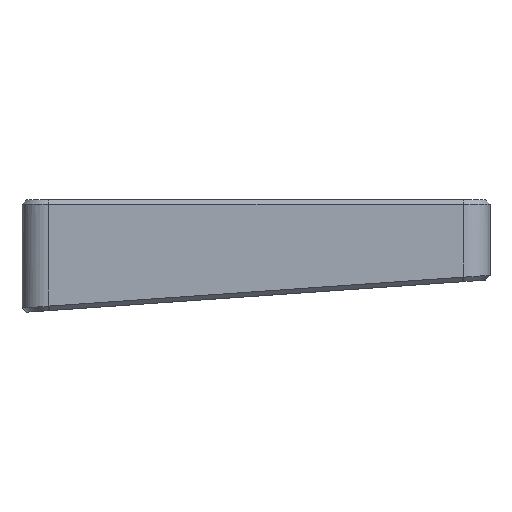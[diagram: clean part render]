
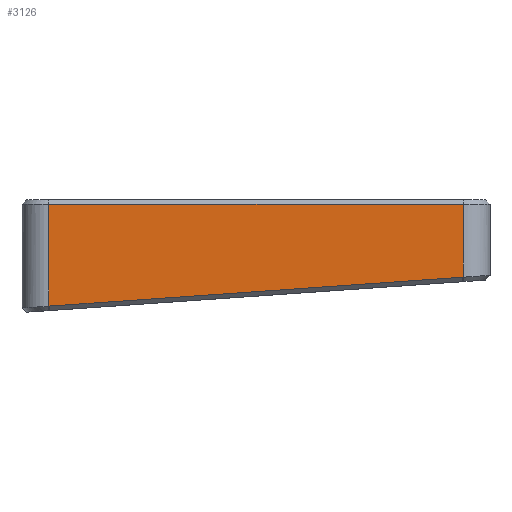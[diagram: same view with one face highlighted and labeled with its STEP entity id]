
A CAD part, left-side view. The second image highlights one B-rep face of the part: STEP entity #3126.
In plain terms, the highlighted planar face has unit normal (-1, 0, 0).
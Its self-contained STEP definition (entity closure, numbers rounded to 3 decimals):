
#59=B_SPLINE_CURVE_WITH_KNOTS('',3,(#5228,#5229,#5230,#5231),
 .UNSPECIFIED.,.F.,.F.,(4,4),(1.559,1.571),
 .UNSPECIFIED.);
#159=PLANE('',#3429);
#335=FACE_OUTER_BOUND('',#519,.T.);
#519=EDGE_LOOP('',(#2869,#2870,#2871,#2872,#2873));
#694=LINE('',#5187,#988);
#702=LINE('',#5256,#996);
#713=LINE('',#5289,#1007);
#816=LINE('',#5566,#1110);
#988=VECTOR('',#3946,10.);
#996=VECTOR('',#3968,10.);
#1007=VECTOR('',#4001,10.);
#1110=VECTOR('',#4322,10.);
#1420=VERTEX_POINT('',#4876);
#1446=VERTEX_POINT('',#5180);
#1449=VERTEX_POINT('',#5185);
#1455=VERTEX_POINT('',#5255);
#1465=VERTEX_POINT('',#5282);
#1814=EDGE_CURVE('',#1449,#1446,#694,.T.);
#1817=EDGE_CURVE('',#1420,#1449,#59,.T.);
#1828=EDGE_CURVE('',#1446,#1455,#702,.T.);
#1844=EDGE_CURVE('',#1455,#1465,#713,.T.);
#1984=EDGE_CURVE('',#1465,#1420,#816,.T.);
#2869=ORIENTED_EDGE('',*,*,#1817,.F.);
#2870=ORIENTED_EDGE('',*,*,#1984,.F.);
#2871=ORIENTED_EDGE('',*,*,#1844,.F.);
#2872=ORIENTED_EDGE('',*,*,#1828,.F.);
#2873=ORIENTED_EDGE('',*,*,#1814,.F.);
#3126=ADVANCED_FACE('',(#335),#159,.T.);
#3429=AXIS2_PLACEMENT_3D('',#5565,#4320,#4321);
#3946=DIRECTION('',(0.,0.998,-0.07));
#3968=DIRECTION('',(0.,0.,1.));
#4001=DIRECTION('',(0.,-1.,0.));
#4320=DIRECTION('center_axis',(-1.,0.,0.));
#4321=DIRECTION('ref_axis',(0.,-1.,0.));
#4322=DIRECTION('',(0.,0.,-1.));
#4876=CARTESIAN_POINT('',(-8.525,-93.775,-8.641));
#5180=CARTESIAN_POINT('',(-8.525,-1.475,-15.095));
#5185=CARTESIAN_POINT('',(-8.525,-93.705,-8.646));
#5187=CARTESIAN_POINT('',(-8.525,-22.377,-13.634));
#5228=CARTESIAN_POINT('Ctrl Pts',(-8.525,-93.775,-8.641));
#5229=CARTESIAN_POINT('Ctrl Pts',(-8.525,-93.752,-8.643));
#5230=CARTESIAN_POINT('Ctrl Pts',(-8.525,-93.728,-8.644));
#5231=CARTESIAN_POINT('Ctrl Pts',(-8.525,-93.705,-8.646));
#5255=CARTESIAN_POINT('',(-8.525,-1.475,7.6));
#5256=CARTESIAN_POINT('',(-8.525,-1.475,-3.4));
#5282=CARTESIAN_POINT('',(-8.525,-93.775,7.6));
#5289=CARTESIAN_POINT('',(-8.525,-21.55,7.6));
#5565=CARTESIAN_POINT('Origin',(-8.525,4.525,-3.4));
#5566=CARTESIAN_POINT('',(-8.525,-93.775,-3.4));
